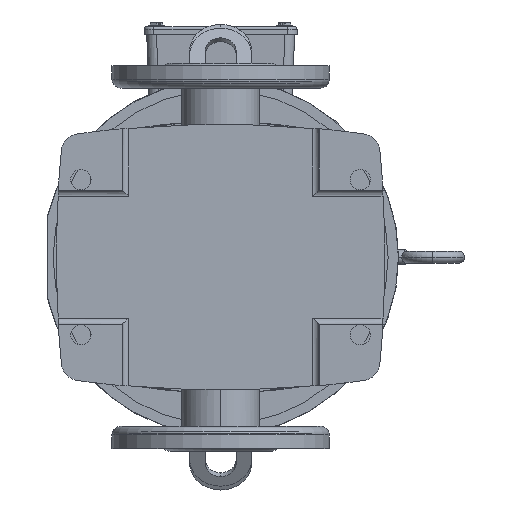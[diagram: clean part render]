
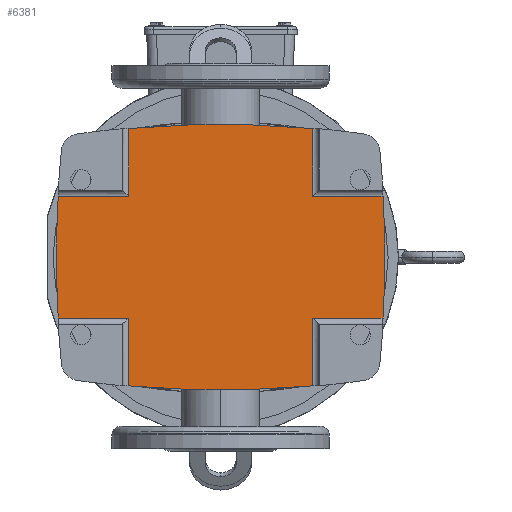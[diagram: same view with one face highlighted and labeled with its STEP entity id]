
A CAD part, front view. The second image highlights one B-rep face of the part: STEP entity #6381.
In plain terms, the highlighted planar face has unit normal (0, -1, 0).
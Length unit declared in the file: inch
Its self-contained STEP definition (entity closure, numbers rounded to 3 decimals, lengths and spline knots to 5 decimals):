
#613 = ORIENTED_EDGE ( 'NONE', *, *, #4949, .T. ) ;
#2140 = CIRCLE ( 'NONE', #25264, 27.26527 ) ;
#2828 = VECTOR ( 'NONE', #21634, 39.37008 ) ;
#3647 = CIRCLE ( 'NONE', #27552, 27.26527 ) ;
#4209 = ORIENTED_EDGE ( 'NONE', *, *, #22239, .F. ) ;
#4949 = EDGE_CURVE ( 'NONE', #36117, #44266, #2140, .T. ) ;
#5236 = AXIS2_PLACEMENT_3D ( 'NONE', #72216, #35859, #53648 ) ;
#5731 = VERTEX_POINT ( 'NONE', #75520 ) ;
#5960 = DIRECTION ( 'NONE',  ( 1., 0., 0. ) ) ;
#5962 = DIRECTION ( 'NONE',  ( 0., -1., 0. ) ) ;
#6381 = ADVANCED_FACE ( 'NONE', ( #29546 ), #34839, .F. ) ;
#6834 = EDGE_CURVE ( 'NONE', #63733, #78005, #65607, .T. ) ;
#8257 = ORIENTED_EDGE ( 'NONE', *, *, #32910, .T. ) ;
#8544 = ORIENTED_EDGE ( 'NONE', *, *, #57178, .F. ) ;
#8575 = CARTESIAN_POINT ( 'NONE',  ( -1.54265, 0.19685, -4.59646 ) ) ;
#9653 = CARTESIAN_POINT ( 'NONE',  ( 1.54265, 0.19685, -4.59646 ) ) ;
#9977 = CARTESIAN_POINT ( 'NONE',  ( 1.54265, 0.19685, -4.11924 ) ) ;
#10495 = DIRECTION ( 'NONE',  ( 1., 0., 0. ) ) ;
#11024 = CARTESIAN_POINT ( 'NONE',  ( -4.59646, 0.19685, 2.33625 ) ) ;
#12614 = AXIS2_PLACEMENT_3D ( 'NONE', #36342, #5962, #67122 ) ;
#15270 = DIRECTION ( 'NONE',  ( 0., 0., 1. ) ) ;
#16107 = EDGE_CURVE ( 'NONE', #17971, #44266, #38566, .T. ) ;
#16466 = CARTESIAN_POINT ( 'NONE',  ( 3.26434, 0.19685, -2.33625 ) ) ;
#17971 = VERTEX_POINT ( 'NONE', #69299 ) ;
#19007 = ORIENTED_EDGE ( 'NONE', *, *, #31204, .T. ) ;
#19033 = CARTESIAN_POINT ( 'NONE',  ( -4.59646, 0.19685, 2.33625 ) ) ;
#19592 = DIRECTION ( 'NONE',  ( 0., -1., 0. ) ) ;
#19999 = CIRCLE ( 'NONE', #5236, 26.47079 ) ;
#20698 = CIRCLE ( 'NONE', #12614, 27.26527 ) ;
#21227 = VECTOR ( 'NONE', #56728, 39.37008 ) ;
#21634 = DIRECTION ( 'NONE',  ( 0., 0., 1. ) ) ;
#21677 = EDGE_CURVE ( 'NONE', #74756, #51690, #74780, .T. ) ;
#21682 = AXIS2_PLACEMENT_3D ( 'NONE', #72140, #47467, #53576 ) ;
#22239 = EDGE_CURVE ( 'NONE', #63733, #69280, #74633, .T. ) ;
#24405 = DIRECTION ( 'NONE',  ( 0., 0., 1. ) ) ;
#24810 = EDGE_CURVE ( 'NONE', #62919, #30684, #19999, .T. ) ;
#25071 = DIRECTION ( 'NONE',  ( 1., 0., 0. ) ) ;
#25264 = AXIS2_PLACEMENT_3D ( 'NONE', #49872, #19592, #38221 ) ;
#25601 = CARTESIAN_POINT ( 'NONE',  ( -1.54265, 0.19685, -2.33625 ) ) ;
#26185 = EDGE_CURVE ( 'NONE', #69280, #74756, #3647, .T. ) ;
#26881 = AXIS2_PLACEMENT_3D ( 'NONE', #40981, #71995, #52893 ) ;
#27463 = EDGE_CURVE ( 'NONE', #78005, #30684, #55711, .T. ) ;
#27552 = AXIS2_PLACEMENT_3D ( 'NONE', #38981, #33357, #15270 ) ;
#28616 = EDGE_CURVE ( 'NONE', #54467, #66009, #69753, .T. ) ;
#29088 = VECTOR ( 'NONE', #25071, 39.37008 ) ;
#29546 = FACE_OUTER_BOUND ( 'NONE', #65033, .T. ) ;
#30684 = VERTEX_POINT ( 'NONE', #16466 ) ;
#30916 = CARTESIAN_POINT ( 'NONE',  ( -4.59646, 0.19685, -2.33625 ) ) ;
#31191 = ORIENTED_EDGE ( 'NONE', *, *, #62278, .F. ) ;
#31204 = EDGE_CURVE ( 'NONE', #5731, #51690, #45662, .T. ) ;
#32910 = EDGE_CURVE ( 'NONE', #66009, #36117, #20698, .T. ) ;
#33357 = DIRECTION ( 'NONE',  ( 0., 1., 0. ) ) ;
#33746 = VECTOR ( 'NONE', #55901, 39.37008 ) ;
#34730 = ORIENTED_EDGE ( 'NONE', *, *, #34976, .T. ) ;
#34839 = PLANE ( 'NONE',  #26881 ) ;
#34976 = EDGE_CURVE ( 'NONE', #76353, #5731, #46236, .T. ) ;
#35859 = DIRECTION ( 'NONE',  ( 0., 1., 0. ) ) ;
#36117 = VERTEX_POINT ( 'NONE', #65585 ) ;
#36342 = CARTESIAN_POINT ( 'NONE',  ( 0., 0.19685, -23.10236 ) ) ;
#37356 = CARTESIAN_POINT ( 'NONE',  ( -3.26434, 0.19685, 2.33625 ) ) ;
#38221 = DIRECTION ( 'NONE',  ( 0., 0., 1. ) ) ;
#38432 = DIRECTION ( 'NONE',  ( 0., 0., 1. ) ) ;
#38566 = LINE ( 'NONE', #74475, #33746 ) ;
#38981 = CARTESIAN_POINT ( 'NONE',  ( 0., 0.19685, 23.10236 ) ) ;
#40182 = ORIENTED_EDGE ( 'NONE', *, *, #21677, .F. ) ;
#40761 = VECTOR ( 'NONE', #5960, 39.37008 ) ;
#40981 = CARTESIAN_POINT ( 'NONE',  ( -1.54265, 0.19685, -4.59646 ) ) ;
#42148 = ORIENTED_EDGE ( 'NONE', *, *, #16107, .F. ) ;
#42514 = VECTOR ( 'NONE', #38432, 39.37008 ) ;
#42868 = VECTOR ( 'NONE', #58361, 39.37008 ) ;
#43670 = CARTESIAN_POINT ( 'NONE',  ( 3.26434, 0.19685, 2.33625 ) ) ;
#44266 = VERTEX_POINT ( 'NONE', #54219 ) ;
#44797 = ORIENTED_EDGE ( 'NONE', *, *, #28616, .T. ) ;
#45662 = LINE ( 'NONE', #75612, #42868 ) ;
#46236 = CIRCLE ( 'NONE', #21682, 26.47079 ) ;
#47467 = DIRECTION ( 'NONE',  ( 0., -1., 0. ) ) ;
#49259 = LINE ( 'NONE', #19033, #40761 ) ;
#49872 = CARTESIAN_POINT ( 'NONE',  ( 0., 0.19685, -23.10236 ) ) ;
#51690 = VERTEX_POINT ( 'NONE', #25601 ) ;
#52893 = DIRECTION ( 'NONE',  ( 0., 0., 1. ) ) ;
#53576 = DIRECTION ( 'NONE',  ( 0., 0., 1. ) ) ;
#53648 = DIRECTION ( 'NONE',  ( 0., 0., 1. ) ) ;
#54219 = CARTESIAN_POINT ( 'NONE',  ( -1.54265, 0.19685, 4.11924 ) ) ;
#54317 = CARTESIAN_POINT ( 'NONE',  ( 1.54265, 0.19685, -2.33625 ) ) ;
#54467 = VERTEX_POINT ( 'NONE', #70506 ) ;
#55711 = LINE ( 'NONE', #30916, #29088 ) ;
#55901 = DIRECTION ( 'NONE',  ( 0., 0., 1. ) ) ;
#55916 = CARTESIAN_POINT ( 'NONE',  ( -1.54265, 0.19685, -4.11924 ) ) ;
#55922 = AXIS2_PLACEMENT_3D ( 'NONE', #73787, #73273, #24405 ) ;
#56728 = DIRECTION ( 'NONE',  ( 0., 0., 1. ) ) ;
#57178 = EDGE_CURVE ( 'NONE', #54467, #62919, #49259, .T. ) ;
#57358 = VECTOR ( 'NONE', #10495, 39.37008 ) ;
#58361 = DIRECTION ( 'NONE',  ( 1., 0., 0. ) ) ;
#60268 = LINE ( 'NONE', #11024, #57358 ) ;
#60639 = ORIENTED_EDGE ( 'NONE', *, *, #26185, .F. ) ;
#60837 = ORIENTED_EDGE ( 'NONE', *, *, #27463, .T. ) ;
#62278 = EDGE_CURVE ( 'NONE', #76353, #17971, #60268, .T. ) ;
#62919 = VERTEX_POINT ( 'NONE', #43670 ) ;
#63733 = VERTEX_POINT ( 'NONE', #9977 ) ;
#65029 = ORIENTED_EDGE ( 'NONE', *, *, #24810, .F. ) ;
#65033 = EDGE_LOOP ( 'NONE', ( #42148, #31191, #34730, #19007, #40182, #60639, #4209, #66554, #60837, #65029, #8544, #44797, #8257, #613 ) ) ;
#65585 = CARTESIAN_POINT ( 'NONE',  ( 0., 0.19685, 4.16291 ) ) ;
#65607 = LINE ( 'NONE', #9653, #2828 ) ;
#65954 = CARTESIAN_POINT ( 'NONE',  ( 1.54265, 0.19685, 4.11924 ) ) ;
#66009 = VERTEX_POINT ( 'NONE', #65954 ) ;
#66554 = ORIENTED_EDGE ( 'NONE', *, *, #6834, .T. ) ;
#67122 = DIRECTION ( 'NONE',  ( 0., 0., 1. ) ) ;
#69280 = VERTEX_POINT ( 'NONE', #73802 ) ;
#69299 = CARTESIAN_POINT ( 'NONE',  ( -1.54265, 0.19685, 2.33625 ) ) ;
#69753 = LINE ( 'NONE', #74010, #21227 ) ;
#70506 = CARTESIAN_POINT ( 'NONE',  ( 1.54265, 0.19685, 2.33625 ) ) ;
#71995 = DIRECTION ( 'NONE',  ( 0., 1., 0. ) ) ;
#72140 = CARTESIAN_POINT ( 'NONE',  ( 23.10315, 0.19685, 0. ) ) ;
#72216 = CARTESIAN_POINT ( 'NONE',  ( -23.10315, 0.19685, 0. ) ) ;
#73273 = DIRECTION ( 'NONE',  ( 0., 1., 0. ) ) ;
#73787 = CARTESIAN_POINT ( 'NONE',  ( 0., 0.19685, 23.10236 ) ) ;
#73802 = CARTESIAN_POINT ( 'NONE',  ( 0., 0.19685, -4.16291 ) ) ;
#74010 = CARTESIAN_POINT ( 'NONE',  ( 1.54265, 0.19685, -4.59646 ) ) ;
#74475 = CARTESIAN_POINT ( 'NONE',  ( -1.54265, 0.19685, -4.59646 ) ) ;
#74633 = CIRCLE ( 'NONE', #55922, 27.26527 ) ;
#74756 = VERTEX_POINT ( 'NONE', #55916 ) ;
#74780 = LINE ( 'NONE', #8575, #42514 ) ;
#75520 = CARTESIAN_POINT ( 'NONE',  ( -3.26434, 0.19685, -2.33625 ) ) ;
#75612 = CARTESIAN_POINT ( 'NONE',  ( -4.59646, 0.19685, -2.33625 ) ) ;
#76353 = VERTEX_POINT ( 'NONE', #37356 ) ;
#78005 = VERTEX_POINT ( 'NONE', #54317 ) ;
